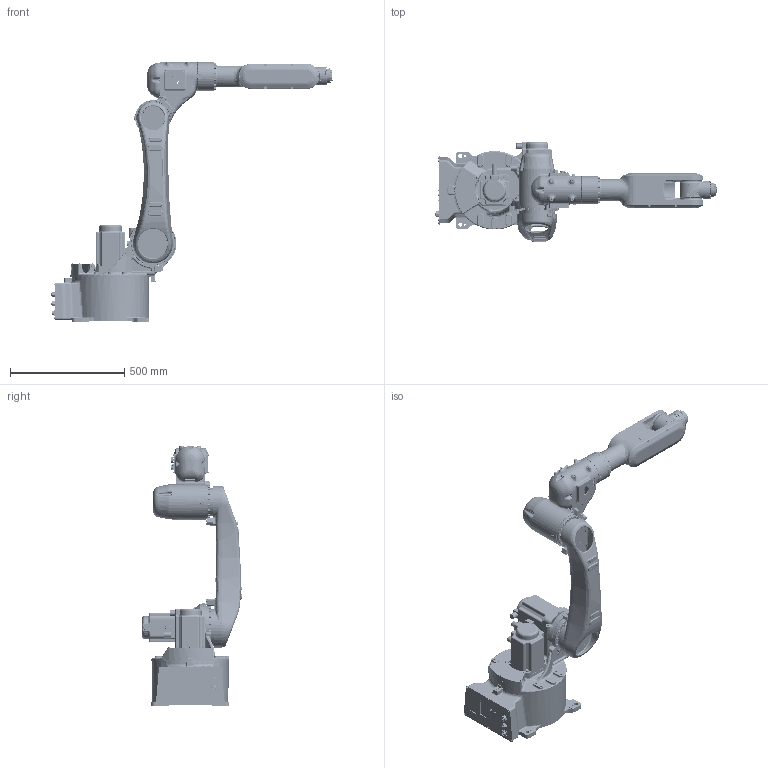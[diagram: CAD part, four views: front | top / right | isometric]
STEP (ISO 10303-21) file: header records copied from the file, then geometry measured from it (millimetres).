
FILE_DESCRIPTION (( 'STEP AP203' ), '1' );
FILE_NAME ('ER6B-仿真模型.STEP', '2017-07-14T08:05:39', ( '微软用户' ), ( '微软中国' ), 'SwSTEP 2.0', 'SolidWorks 2015', '' );
FILE_SCHEMA (( 'CONFIG_CONTROL_DESIGN' ));
Length unit declared in the file: millimetre
Products named in the file (8): 忒勂极窒煦; 忒勂窒煦; 藺傷楊擘; ER6B-溘淩耀倰; 菁釱窒煦; 蛌釱窒煦; 湮旋窒煦; 苤旋窒煦
Assembly tree (7 placements, depth 2):
  ER6B-溘淩耀倰
    菁釱窒煦
    蛌釱窒煦
    湮旋窒煦
    苤旋窒煦
    忒勂极窒煦
    忒勂窒煦
    藺傷楊擘
Bounding box: 1231.13 x 435.5 x 1139.5 mm (x, y, z)
Volume: 44015 mm3; surface area: 2853527.9 mm2
Topology: 1 solids, 500 shells, 4526 faces, 13778 edges, 9681 vertices
Faces by surface type: plane 1689, cylinder 1496, bspline 894, cone 291, torus 151, sphere 5
Entity records: 261776 total; most frequent: CARTESIAN_POINT 144547, ORIENTED_EDGE 23021, DIRECTION 22706, EDGE_CURVE 13720, VERTEX_POINT 9681, AXIS2_PLACEMENT_3D 8275, VECTOR 6156, LINE 6156
